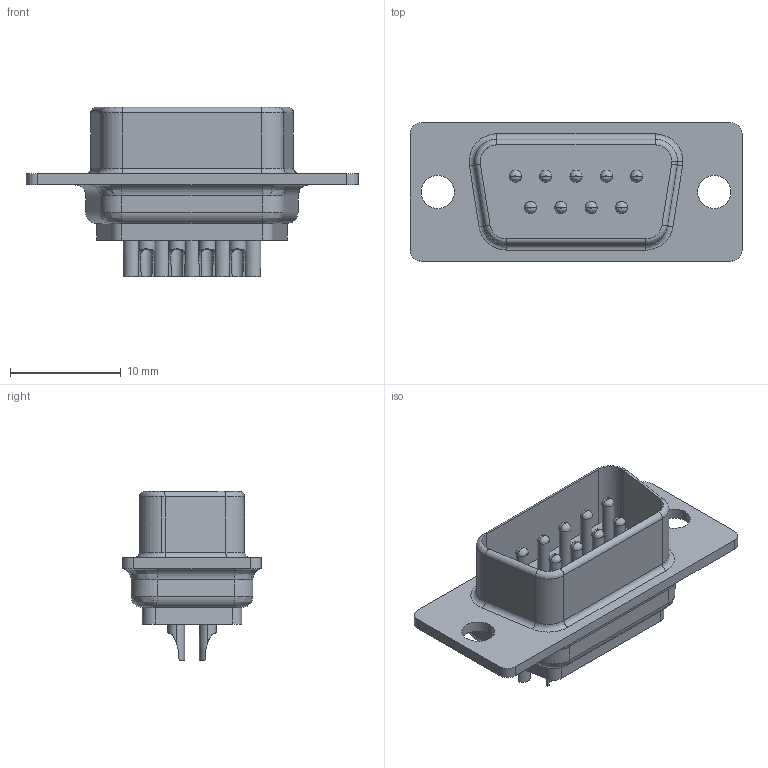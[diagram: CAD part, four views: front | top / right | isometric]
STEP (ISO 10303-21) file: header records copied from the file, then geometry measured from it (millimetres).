
FILE_DESCRIPTION (( 'STEP AP214' ), '1' );
FILE_NAME ('CONNECTOR DB_9_MALE.STEP', '2017-09-07T06:38:21', ( '' ), ( '' ), 'SwSTEP 2.0', 'SolidWorks 2014', '' );
FILE_SCHEMA (( 'AUTOMOTIVE_DESIGN' ));
Length unit declared in the file: millimetre
Products named in the file (1): CONNECTOR DB_9_MALE
Bounding box: 30 x 12.5 x 15.3 mm (x, y, z)
Volume: 1457.4 mm3; surface area: 1909.6 mm2
Topology: 1 solids, 1 shells, 201 faces, 469 edges, 289 vertices
Faces by surface type: cylinder 98, plane 52, bspline 51
Entity records: 8066 total; most frequent: CARTESIAN_POINT 2415, ORIENTED_EDGE 938, DIRECTION 894, EDGE_CURVE 469, AXIS2_PLACEMENT_3D 360, VERTEX_POINT 289, EDGE_LOOP 224, CIRCLE 209
